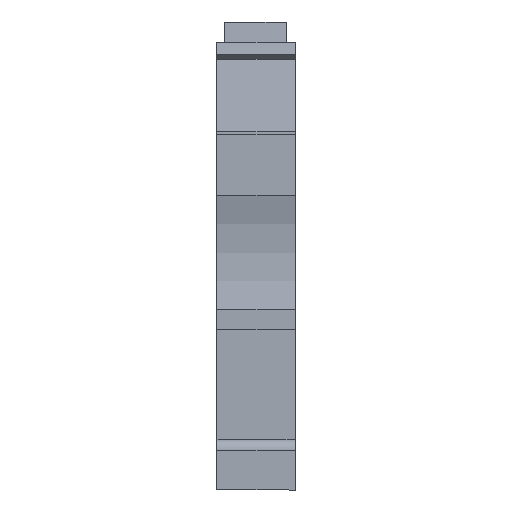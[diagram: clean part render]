
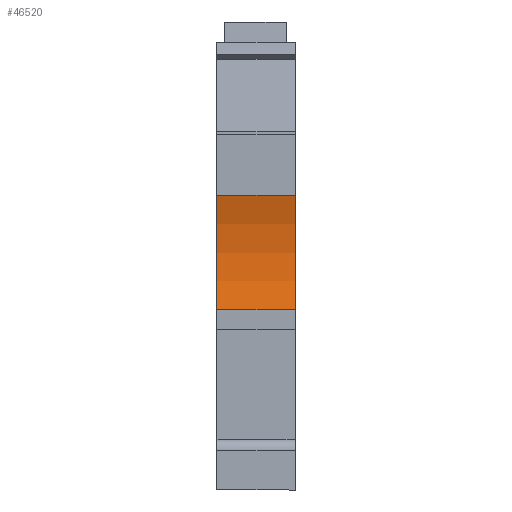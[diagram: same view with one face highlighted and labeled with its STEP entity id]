
A CAD part, front view. The second image highlights one B-rep face of the part: STEP entity #46520.
In plain terms, the highlighted cylindrical face has radius 15 mm (diameter 30 mm), a partial arc.
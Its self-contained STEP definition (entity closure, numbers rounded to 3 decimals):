
#4860=CARTESIAN_POINT('',(-47.2,-1.05,
1.));
#4870=VERTEX_POINT('',#4860);
#4900=CARTESIAN_POINT('',(-61.509,3.45,
1.));
#4910=DIRECTION('',(0.,0.,1.));
#4920=DIRECTION('',(1.,0.,0.));
#4930=AXIS2_PLACEMENT_3D('',#4900,#4910,#4920);
#4940=CIRCLE('',#4930,15.);
#4950=CARTESIAN_POINT('',(-47.2,7.95,
1.));
#4960=VERTEX_POINT('',#4950);
#4970=EDGE_CURVE('',#4870,#4960,#4940,.T.);
#28240=CARTESIAN_POINT('',(-47.2,7.95,
-5.15));
#28250=VERTEX_POINT('',#28240);
#28280=CARTESIAN_POINT('',(-61.509,3.45,
-5.15));
#28290=DIRECTION('',(0.,0.,1.));
#28300=DIRECTION('',(1.,0.,0.));
#28310=AXIS2_PLACEMENT_3D('',#28280,#28290,#28300);
#28320=CIRCLE('',#28310,15.);
#28330=CARTESIAN_POINT('',(-47.2,-1.05,-5.15));
#28340=VERTEX_POINT('',#28330);
#28350=EDGE_CURVE('',#28340,#28250,#28320,.T.);
#46310=CARTESIAN_POINT('',(-61.509,3.45,
-5.15));
#46320=DIRECTION('',(0.,0.,1.));
#46330=DIRECTION('',(1.,0.,0.));
#46340=AXIS2_PLACEMENT_3D('',#46310,#46320,#46330);
#46350=CYLINDRICAL_SURFACE('',#46340,15.);
#46360=CARTESIAN_POINT('',(-47.2,7.95,
-5.15));
#46370=DIRECTION('',(0.,0.,1.));
#46380=VECTOR('',#46370,1.);
#46390=LINE('',#46360,#46380);
#46400=EDGE_CURVE('',#28250,#4960,#46390,.T.);
#46410=ORIENTED_EDGE('',*,*,#46400,.F.);
#46420=ORIENTED_EDGE('',*,*,#4970,.T.);
#46430=CARTESIAN_POINT('',(-47.2,-1.05,-5.15));
#46440=DIRECTION('',(0.,0.,1.));
#46450=VECTOR('',#46440,1.);
#46460=LINE('',#46430,#46450);
#46470=EDGE_CURVE('',#28340,#4870,#46460,.T.);
#46480=ORIENTED_EDGE('',*,*,#46470,.T.);
#46490=ORIENTED_EDGE('',*,*,#28350,.F.);
#46500=EDGE_LOOP('',(#46490,#46480,#46420,#46410));
#46510=FACE_OUTER_BOUND('',#46500,.T.);
#46520=ADVANCED_FACE('',(#46510),#46350,.F.);
